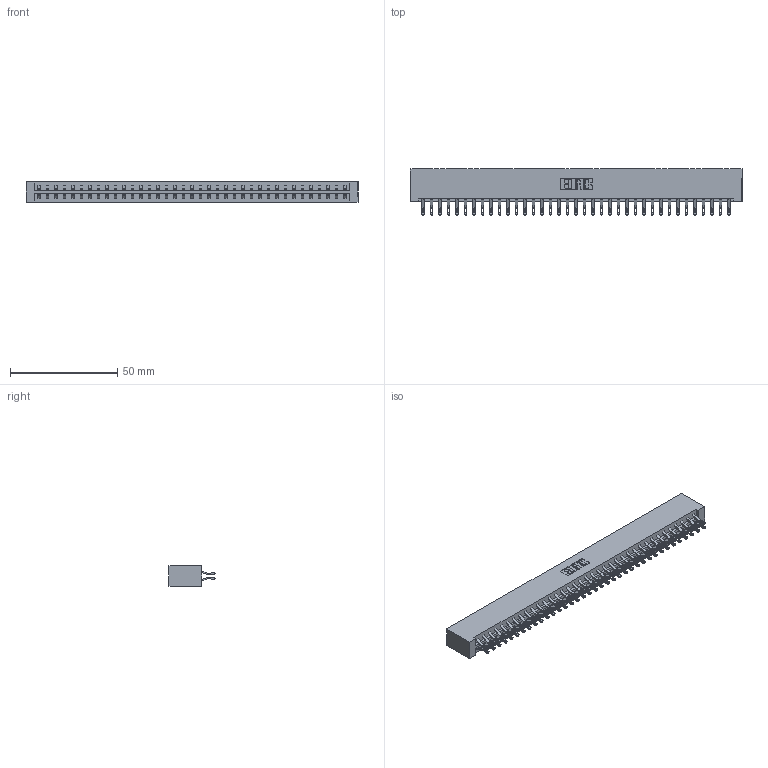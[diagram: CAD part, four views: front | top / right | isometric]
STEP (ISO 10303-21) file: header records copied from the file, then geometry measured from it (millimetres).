
FILE_DESCRIPTION (( 'STEP AP203' ), '1' );
FILE_NAME ('333-074-555-201.STEP', '2018-08-04T22:07:51', ( '' ), ( '' ), 'SwSTEP 2.0', 'SolidWorks 2016', '' );
FILE_SCHEMA (( 'CONFIG_CONTROL_DESIGN' ));
Length unit declared in the file: inch
Products named in the file (3): 333 Part_Lugless; 345-292-001_555 Tail; 333-074-555-201
Assembly tree (75 placements, depth 2):
  333-074-555-201
    333 Part_Lugless
    345-292-001_555 Tail  x74
Bounding box: 154.86 x 21.47 x 9.4 mm (x, y, z)
Volume: 16610.8 mm3; surface area: 20411.5 mm2
Topology: 75 solids, 75 shells, 4398 faces, 13829 edges, 9218 vertices
Faces by surface type: plane 2582, cylinder 1816
Entity records: 24499 total; most frequent: CARTESIAN_POINT 4100, ORIENTED_EDGE 4006, DIRECTION 3475, EDGE_CURVE 2003, LINE 1863, VECTOR 1863, VERTEX_POINT 1334, AXIS2_PLACEMENT_3D 806
